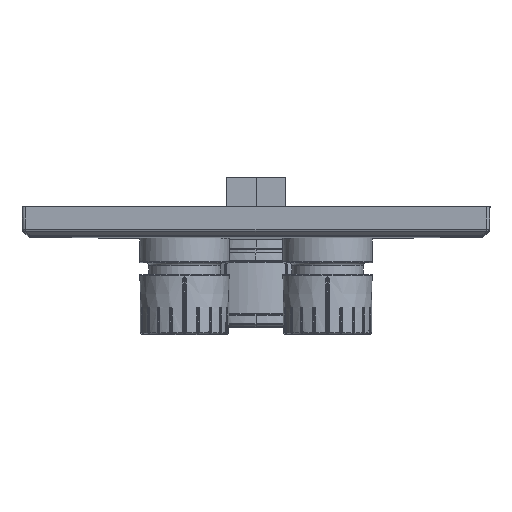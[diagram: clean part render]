
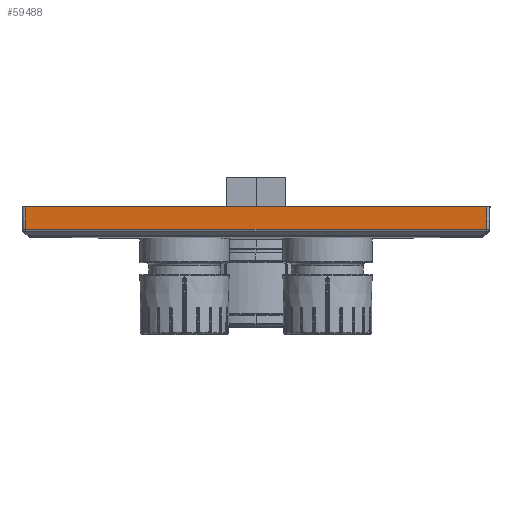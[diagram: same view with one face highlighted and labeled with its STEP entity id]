
A CAD part, top view. The second image highlights one B-rep face of the part: STEP entity #59488.
In plain terms, the highlighted planar face has unit normal (0, -0.035, 0.999).
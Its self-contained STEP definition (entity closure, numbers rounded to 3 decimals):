
#23089=DIRECTION('',(1.,0.,0.));
#23090=VECTOR('',#23089,154.471);
#23091=CARTESIAN_POINT('',(-77.235,-7.597,
78.235));
#23092=LINE('',#23091,#23090);
#23096=DIRECTION('',(-0.035,0.999,0.035));
#23097=VECTOR('',#23096,7.607);
#23098=CARTESIAN_POINT('',(-77.235,-7.597,
78.235));
#23099=LINE('',#23098,#23097);
#23103=DIRECTION('',(-1.,0.,0.));
#23104=VECTOR('',#23103,155.001);
#23105=CARTESIAN_POINT('',(77.501,0.,78.5));
#23106=LINE('',#23105,#23104);
#23110=DIRECTION('',(0.035,0.999,0.035));
#23111=VECTOR('',#23110,7.607);
#23112=CARTESIAN_POINT('',(77.235,-7.597,
78.235));
#23113=LINE('',#23112,#23111);
#27919=CARTESIAN_POINT('',(-77.235,-7.597,
78.235));
#27921=VERTEX_POINT('',#27919);
#27926=CARTESIAN_POINT('',(77.235,-7.597,
78.235));
#27927=VERTEX_POINT('',#27926);
#27945=CARTESIAN_POINT('',(77.501,0.,78.5));
#27946=VERTEX_POINT('',#27945);
#27947=CARTESIAN_POINT('',(-77.501,0.,78.5));
#27948=VERTEX_POINT('',#27947);
#59474=CARTESIAN_POINT('',(81.3,0.,78.5));
#59475=DIRECTION('',(0.,-0.035,0.999));
#59476=DIRECTION('',(1.,0.,0.));
#59477=AXIS2_PLACEMENT_3D('',#59474,#59475,#59476);
#59478=PLANE('',#59477);
#59480=ORIENTED_EDGE('',*,*,#59479,.F.);
#59482=ORIENTED_EDGE('',*,*,#59481,.T.);
#59484=ORIENTED_EDGE('',*,*,#59483,.F.);
#59485=ORIENTED_EDGE('',*,*,#59458,.F.);
#59486=EDGE_LOOP('',(#59480,#59482,#59484,#59485));
#59487=FACE_OUTER_BOUND('',#59486,.F.);
#59458=EDGE_CURVE('',#27927,#27946,#23113,.T.);
#59479=EDGE_CURVE('',#27921,#27927,#23092,.T.);
#59481=EDGE_CURVE('',#27921,#27948,#23099,.T.);
#59483=EDGE_CURVE('',#27946,#27948,#23106,.T.);
#59488=ADVANCED_FACE('',(#59487),#59478,.T.);
